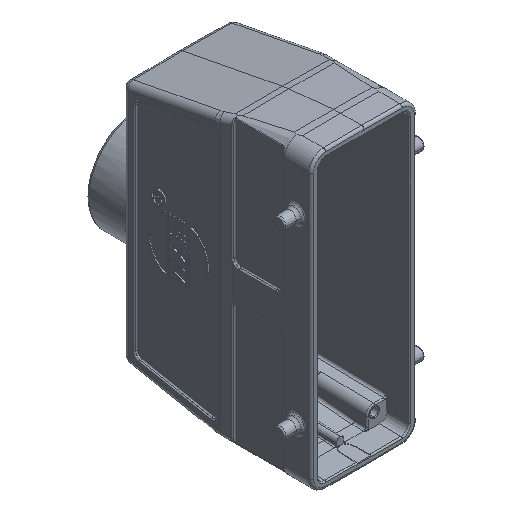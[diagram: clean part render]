
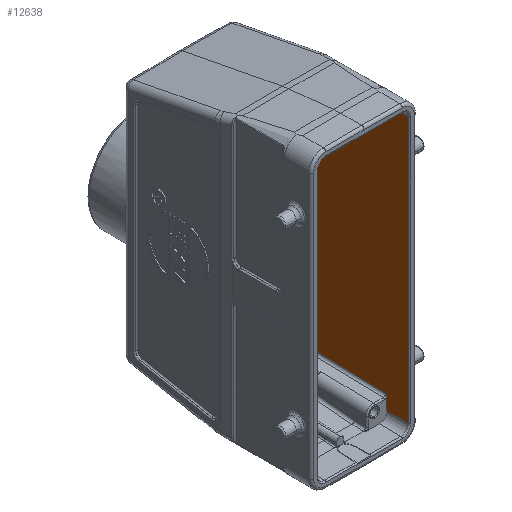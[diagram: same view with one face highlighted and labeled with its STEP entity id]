
A CAD part, isometric view. The second image highlights one B-rep face of the part: STEP entity #12638.
In plain terms, the highlighted planar face has unit normal (-1, -0.009, 0).
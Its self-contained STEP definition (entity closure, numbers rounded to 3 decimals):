
#571=CARTESIAN_POINT('',(18.5,-45.385,-49.099));
#572=CARTESIAN_POINT('',(18.5,-45.385,-48.979));
#573=CARTESIAN_POINT('',(18.5,-45.339,-48.736));
#574=CARTESIAN_POINT('',(18.498,-45.154,-48.361));
#575=CARTESIAN_POINT('',(18.496,-44.98,-48.115));
#576=CARTESIAN_POINT('',(18.496,-44.889,-47.984));
#583=DIRECTION('',(0.,0.,-1.));
#584=VECTOR('',#583,4.901);
#585=CARTESIAN_POINT('',(18.5,-45.385,-49.099));
#586=LINE('',#585,#584);
#587=DIRECTION('',(0.009,-0.999,-0.031));
#588=VECTOR('',#587,61.354);
#589=CARTESIAN_POINT('',(17.961,16.433,-46.085));
#590=LINE('',#589,#588);
#591=CARTESIAN_POINT('',(17.978,14.424,-13.274));
#592=CARTESIAN_POINT('',(17.978,14.424,-13.602));
#593=CARTESIAN_POINT('',(17.978,14.469,-14.088));
#594=CARTESIAN_POINT('',(17.976,14.614,-14.638));
#595=CARTESIAN_POINT('',(17.975,14.729,-14.947));
#596=CARTESIAN_POINT('',(17.974,14.832,-15.171));
#597=CARTESIAN_POINT('',(17.973,14.951,-15.385));
#598=CARTESIAN_POINT('',(17.972,15.09,-15.59));
#599=CARTESIAN_POINT('',(17.971,15.248,-15.78));
#600=CARTESIAN_POINT('',(17.969,15.484,-16.006));
#601=CARTESIAN_POINT('',(17.966,15.765,-16.189));
#602=CARTESIAN_POINT('',(17.964,16.073,-16.299));
#603=CARTESIAN_POINT('',(17.962,16.244,-16.33));
#604=CARTESIAN_POINT('',(17.961,16.325,-16.336));
#606=CARTESIAN_POINT('',(17.961,16.325,16.336));
#607=CARTESIAN_POINT('',(17.962,16.242,16.329));
#608=CARTESIAN_POINT('',(17.964,16.073,16.299));
#609=CARTESIAN_POINT('',(17.966,15.844,16.217));
#610=CARTESIAN_POINT('',(17.968,15.625,16.098));
#611=CARTESIAN_POINT('',(17.969,15.427,15.951));
#612=CARTESIAN_POINT('',(17.971,15.248,15.779));
#613=CARTESIAN_POINT('',(17.972,15.091,15.59));
#614=CARTESIAN_POINT('',(17.973,14.953,15.388));
#615=CARTESIAN_POINT('',(17.975,14.792,15.099));
#616=CARTESIAN_POINT('',(17.976,14.636,14.722));
#617=CARTESIAN_POINT('',(17.977,14.511,14.248));
#618=CARTESIAN_POINT('',(17.978,14.439,13.76));
#619=CARTESIAN_POINT('',(17.978,14.424,13.435));
#620=CARTESIAN_POINT('',(17.978,14.424,13.274));
#622=DIRECTION('',(-0.009,0.982,-0.19));
#623=VECTOR('',#622,1.436);
#624=CARTESIAN_POINT('',(17.973,15.023,46.663));
#625=LINE('',#624,#623);
#626=CARTESIAN_POINT('',(18.05,6.157,47.55));
#627=CARTESIAN_POINT('',(18.024,9.131,47.524));
#628=CARTESIAN_POINT('',(17.998,12.103,47.227));
#629=CARTESIAN_POINT('',(17.973,15.023,46.663));
#631=DIRECTION('',(-0.009,1.,-0.009));
#632=VECTOR('',#631,51.049);
#633=CARTESIAN_POINT('',(18.496,-44.889,47.996));
#634=LINE('',#633,#632);
#635=DIRECTION('',(0.,0.,-1.));
#636=VECTOR('',#635,4.89);
#637=CARTESIAN_POINT('',(18.5,-45.385,54.));
#638=LINE('',#637,#636);
#643=DIRECTION('',(-0.009,1.,0.));
#644=VECTOR('',#643,8.705);
#645=CARTESIAN_POINT('',(18.576,-54.089,-54.));
#646=LINE('',#645,#644);
#761=DIRECTION('',(0.,0.,-1.));
#762=VECTOR('',#761,108.);
#763=CARTESIAN_POINT('',(18.576,-54.089,54.));
#764=LINE('',#763,#762);
#1256=DIRECTION('',(0.009,-1.,0.));
#1257=VECTOR('',#1256,8.705);
#1258=CARTESIAN_POINT('',(18.5,-45.385,54.));
#1259=LINE('',#1258,#1257);
#1299=CARTESIAN_POINT('',(18.496,-44.889,47.996));
#1300=CARTESIAN_POINT('',(18.496,-44.98,48.126));
#1301=CARTESIAN_POINT('',(18.498,-45.154,48.372));
#1302=CARTESIAN_POINT('',(18.5,-45.339,48.747));
#1303=CARTESIAN_POINT('',(18.5,-45.385,48.99));
#1304=CARTESIAN_POINT('',(18.5,-45.385,49.11));
#1311=CARTESIAN_POINT('',(18.496,-44.889,47.996));
#1356=DIRECTION('',(0.,0.,1.));
#1357=VECTOR('',#1356,30.047);
#1358=CARTESIAN_POINT('',(17.961,16.433,16.343));
#1359=LINE('',#1358,#1357);
#1363=CARTESIAN_POINT('',(17.961,16.433,16.343));
#1542=DIRECTION('',(-0.009,0.998,0.064));
#1543=VECTOR('',#1542,0.108);
#1544=CARTESIAN_POINT('',(17.961,16.325,16.336));
#1545=LINE('',#1544,#1543);
#1566=DIRECTION('',(0.,0.,1.));
#1567=VECTOR('',#1566,26.547);
#1568=CARTESIAN_POINT('',(17.978,14.424,-13.274));
#1569=LINE('',#1568,#1567);
#1589=DIRECTION('',(0.009,-0.998,0.064));
#1590=VECTOR('',#1589,0.108);
#1591=CARTESIAN_POINT('',(17.961,16.433,-16.343));
#1592=LINE('',#1591,#1590);
#1626=CARTESIAN_POINT('',(17.961,16.433,-16.343));
#1631=DIRECTION('',(0.,0.,1.));
#1632=VECTOR('',#1631,29.742);
#1633=CARTESIAN_POINT('',(17.961,16.433,-46.085));
#1634=LINE('',#1633,#1632);
#1656=CARTESIAN_POINT('',(18.496,-44.889,
-47.984));
#9417=CARTESIAN_POINT('',(18.05,6.157,47.55));
#9418=VERTEX_POINT('',#9417);
#9419=CARTESIAN_POINT('',(17.973,15.023,46.663));
#9420=VERTEX_POINT('',#9419);
#9421=VERTEX_POINT('',#1311);
#9448=VERTEX_POINT('',#1656);
#9450=CARTESIAN_POINT('',(17.961,16.433,-46.085));
#9452=VERTEX_POINT('',#9450);
#9453=CARTESIAN_POINT('',(17.961,16.433,46.39));
#9455=VERTEX_POINT('',#9453);
#9504=VERTEX_POINT('',#1363);
#9532=CARTESIAN_POINT('',(17.978,14.424,13.274));
#9533=VERTEX_POINT('',#9532);
#9539=CARTESIAN_POINT('',(17.962,16.319,16.335));
#9541=VERTEX_POINT('',#9539);
#9546=CARTESIAN_POINT('',(17.978,14.424,-13.274));
#9548=VERTEX_POINT('',#9546);
#9550=CARTESIAN_POINT('',(17.962,16.319,-16.335));
#9552=VERTEX_POINT('',#9550);
#9556=VERTEX_POINT('',#1626);
#9745=CARTESIAN_POINT('',(18.576,-54.089,
-54.));
#9747=VERTEX_POINT('',#9745);
#9752=CARTESIAN_POINT('',(18.576,-54.089,54.));
#9754=VERTEX_POINT('',#9752);
#11160=CARTESIAN_POINT('',(18.5,-45.385,54.));
#11161=CARTESIAN_POINT('',(18.5,-45.385,
49.11));
#11162=VERTEX_POINT('',#11160);
#11163=VERTEX_POINT('',#11161);
#11167=CARTESIAN_POINT('',(18.5,-45.385,-54.));
#11168=VERTEX_POINT('',#11167);
#11171=VERTEX_POINT('',#571);
#12596=CARTESIAN_POINT('',(18.5,-45.385,57.));
#12597=DIRECTION('',(-1.,-0.009,0.));
#12598=DIRECTION('',(0.009,-1.,0.));
#12599=AXIS2_PLACEMENT_3D('',#12596,#12597,#12598);
#12600=PLANE('',#12599);
#12602=ORIENTED_EDGE('',*,*,#12601,.T.);
#12604=ORIENTED_EDGE('',*,*,#12603,.F.);
#12605=ORIENTED_EDGE('',*,*,#12586,.T.);
#12607=ORIENTED_EDGE('',*,*,#12606,.F.);
#12609=ORIENTED_EDGE('',*,*,#12608,.T.);
#12611=ORIENTED_EDGE('',*,*,#12610,.T.);
#12613=ORIENTED_EDGE('',*,*,#12612,.F.);
#12615=ORIENTED_EDGE('',*,*,#12614,.T.);
#12617=ORIENTED_EDGE('',*,*,#12616,.F.);
#12619=ORIENTED_EDGE('',*,*,#12618,.T.);
#12621=ORIENTED_EDGE('',*,*,#12620,.T.);
#12623=ORIENTED_EDGE('',*,*,#12622,.F.);
#12625=ORIENTED_EDGE('',*,*,#12624,.F.);
#12627=ORIENTED_EDGE('',*,*,#12626,.F.);
#12629=ORIENTED_EDGE('',*,*,#12628,.T.);
#12631=ORIENTED_EDGE('',*,*,#12630,.F.);
#12633=ORIENTED_EDGE('',*,*,#12632,.T.);
#12635=ORIENTED_EDGE('',*,*,#12634,.T.);
#12636=EDGE_LOOP('',(#12602,#12604,#12605,#12607,#12609,#12611,#12613,#12615,
#12617,#12619,#12621,#12623,#12625,#12627,#12629,#12631,#12633,#12635));
#12637=FACE_OUTER_BOUND('',#12636,.F.);
#577=B_SPLINE_CURVE_WITH_KNOTS('',3,(#571,#572,#573,#574,#575,#576),
.UNSPECIFIED.,.F.,.F.,(4,1,1,4),(0.,0.333,0.667,1.),
.UNSPECIFIED.);
#605=B_SPLINE_CURVE_WITH_KNOTS('',3,(#591,#592,#593,#594,#595,#596,#597,#598,
#599,#600,#601,#602,#603,#604),.UNSPECIFIED.,.F.,.F.,(4,1,1,1,1,1,1,1,1,1,1,4),(
0.,0.25,0.375,0.438,0.5,0.563,0.625,0.688,0.75,0.875,
0.938,1.),.UNSPECIFIED.);
#621=B_SPLINE_CURVE_WITH_KNOTS('',3,(#606,#607,#608,#609,#610,#611,#612,#613,
#614,#615,#616,#617,#618,#619,#620),.UNSPECIFIED.,.F.,.F.,(4,1,1,1,1,1,1,1,1,1,
1,1,4),(0.,0.063,0.125,0.188,0.25,0.313,0.375,0.438,0.5,
0.625,0.75,0.875,1.),.UNSPECIFIED.);
#630=B_SPLINE_CURVE_WITH_KNOTS('',3,(#626,#627,#628,#629),.UNSPECIFIED.,.F.,.F.,
(4,4),(0.,1.),.UNSPECIFIED.);
#1305=B_SPLINE_CURVE_WITH_KNOTS('',3,(#1299,#1300,#1301,#1302,#1303,#1304),
.UNSPECIFIED.,.F.,.F.,(4,1,1,4),(0.,0.333,0.667,1.),
.UNSPECIFIED.);
#12586=EDGE_CURVE('',#11171,#9448,#577,.T.);
#12601=EDGE_CURVE('',#9747,#11168,#646,.T.);
#12603=EDGE_CURVE('',#11171,#11168,#586,.T.);
#12606=EDGE_CURVE('',#9452,#9448,#590,.T.);
#12608=EDGE_CURVE('',#9452,#9556,#1634,.T.);
#12610=EDGE_CURVE('',#9556,#9552,#1592,.T.);
#12612=EDGE_CURVE('',#9548,#9552,#605,.T.);
#12614=EDGE_CURVE('',#9548,#9533,#1569,.T.);
#12616=EDGE_CURVE('',#9541,#9533,#621,.T.);
#12618=EDGE_CURVE('',#9541,#9504,#1545,.T.);
#12620=EDGE_CURVE('',#9504,#9455,#1359,.T.);
#12622=EDGE_CURVE('',#9420,#9455,#625,.T.);
#12624=EDGE_CURVE('',#9418,#9420,#630,.T.);
#12626=EDGE_CURVE('',#9421,#9418,#634,.T.);
#12628=EDGE_CURVE('',#9421,#11163,#1305,.T.);
#12630=EDGE_CURVE('',#11162,#11163,#638,.T.);
#12632=EDGE_CURVE('',#11162,#9754,#1259,.T.);
#12634=EDGE_CURVE('',#9754,#9747,#764,.T.);
#12638=ADVANCED_FACE('',(#12637),#12600,.T.);
